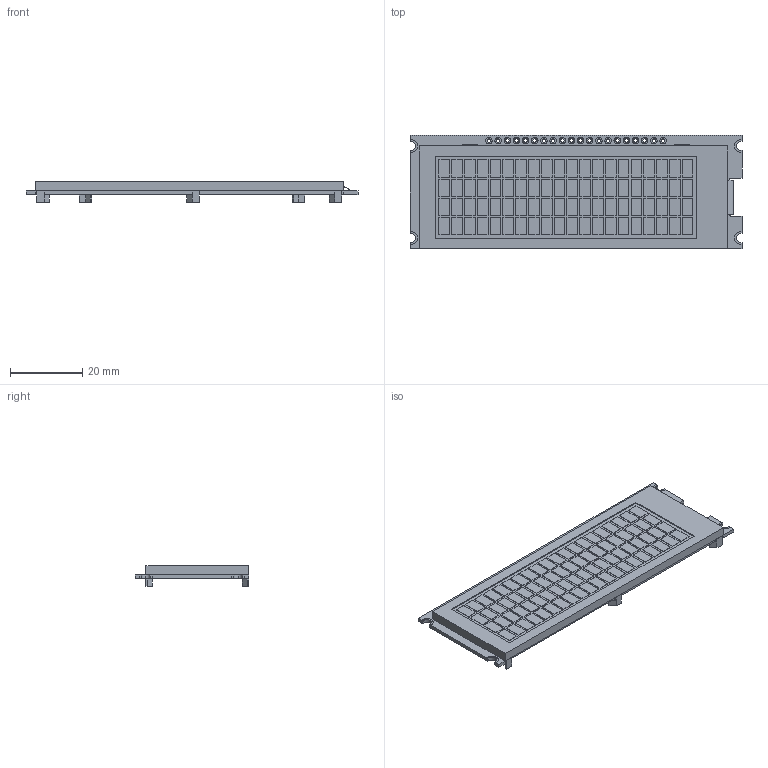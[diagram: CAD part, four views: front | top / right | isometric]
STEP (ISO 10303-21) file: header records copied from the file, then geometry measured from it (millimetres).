
FILE_DESCRIPTION (( 'STEP AP214' ), '1' );
FILE_NAME ('NHD-0420CW-AW3.STEP', '2023-04-18T15:49:27', ( '' ), ( '' ), 'SwSTEP 2.0', 'SolidWorks 2013', '' );
FILE_SCHEMA (( 'AUTOMOTIVE_DESIGN' ));
Length unit declared in the file: inch
Products named in the file (1): NHD-0420CW-AW3
Bounding box: 92 x 31.5 x 5.6 mm (x, y, z)
Volume: 8609.8 mm3; surface area: 12941.7 mm2
Topology: 36 solids, 36 shells, 747 faces, 1777 edges, 1183 vertices
Faces by surface type: plane 597, cylinder 148, bspline 2
Entity records: 31731 total; most frequent: CARTESIAN_POINT 3762, DIRECTION 3561, ORIENTED_EDGE 3554, EDGE_CURVE 1777, LINE 1477, VECTOR 1477, VERTEX_POINT 1183, AXIS2_PLACEMENT_3D 1042
